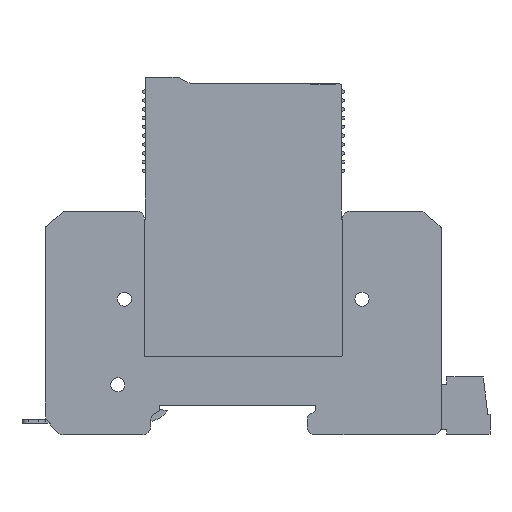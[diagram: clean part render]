
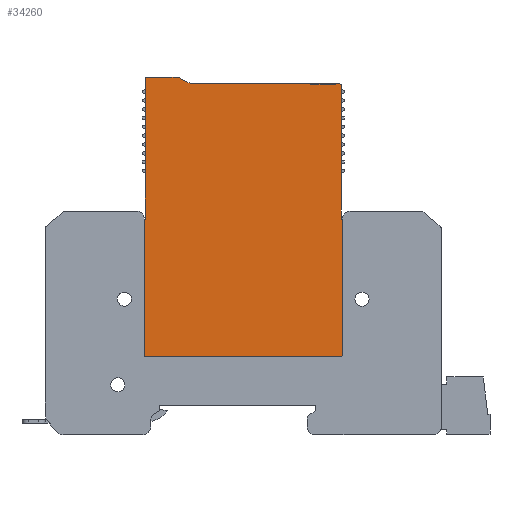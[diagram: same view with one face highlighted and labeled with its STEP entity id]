
A CAD part, front view. The second image highlights one B-rep face of the part: STEP entity #34260.
In plain terms, the highlighted planar face has unit normal (0, -1, 0).
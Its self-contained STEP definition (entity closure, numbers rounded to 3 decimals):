
#17650=CARTESIAN_POINT('',(-33.86,13.554,
43.596));
#17660=VERTEX_POINT('',#17650);
#17810=CARTESIAN_POINT('',(-33.86,13.554,
-13.317));
#17820=DIRECTION('',(0.,0.,-1.));
#17830=VECTOR('',#17820,1.);
#17840=LINE('',#17810,#17830);
#17850=CARTESIAN_POINT('',(-33.86,13.554,
12.596));
#17860=VERTEX_POINT('',#17850);
#17870=EDGE_CURVE('',#17660,#17860,#17840,.T.);
#18050=CARTESIAN_POINT('',(-33.66,13.554,
12.596));
#18060=DIRECTION('',(0.,1.,0.));
#18070=DIRECTION('',(-1.,0.,0.));
#18080=AXIS2_PLACEMENT_3D('',#18050,#18060,#18070);
#18090=CIRCLE('',#18080,0.2);
#18100=CARTESIAN_POINT('',(-33.66,13.554,
12.396));
#18110=VERTEX_POINT('',#18100);
#18120=EDGE_CURVE('',#18110,#17860,#18090,.T.);
#18300=CARTESIAN_POINT('',(160.548,13.554,
12.396));
#18310=DIRECTION('',(1.,0.,0.));
#18320=VECTOR('',#18310,1.);
#18330=LINE('',#18300,#18320);
#18340=CARTESIAN_POINT('',(10.94,13.554,
12.396));
#18350=VERTEX_POINT('',#18340);
#18360=EDGE_CURVE('',#18110,#18350,#18330,.T.);
#18540=CARTESIAN_POINT('',(10.94,13.554,
12.596));
#18550=DIRECTION('',(0.,1.,0.));
#18560=DIRECTION('',(-1.,0.,0.));
#18570=AXIS2_PLACEMENT_3D('',#18540,#18550,#18560);
#18580=CIRCLE('',#18570,0.2);
#18590=CARTESIAN_POINT('',(11.14,13.554,
12.596));
#18600=VERTEX_POINT('',#18590);
#18610=EDGE_CURVE('',#18600,#18350,#18580,.T.);
#18790=CARTESIAN_POINT('',(11.14,13.554,
-13.317));
#18800=DIRECTION('',(0.,0.,1.));
#18810=VECTOR('',#18800,1.);
#18820=LINE('',#18790,#18810);
#18830=CARTESIAN_POINT('',(11.14,13.554,
43.596));
#18840=VERTEX_POINT('',#18830);
#18850=EDGE_CURVE('',#18600,#18840,#18820,.T.);
#31760=CARTESIAN_POINT('',(-33.6,13.554,
43.596));
#31770=VERTEX_POINT('',#31760);
#31800=CARTESIAN_POINT('',(0.,13.554,43.596));
#31810=DIRECTION('',(1.,0.,0.));
#31820=VECTOR('',#31810,1.);
#31830=LINE('',#31800,#31820);
#31840=EDGE_CURVE('',#17660,#31770,#31830,.T.);
#32930=CARTESIAN_POINT('',(0.,13.554,43.596));
#32940=DIRECTION('',(1.,0.,0.));
#32950=VECTOR('',#32940,1.);
#32960=LINE('',#32930,#32950);
#32970=CARTESIAN_POINT('',(10.9,13.554,
43.596));
#32980=VERTEX_POINT('',#32970);
#32990=EDGE_CURVE('',#32980,#18840,#32960,.T.);
#33100=CARTESIAN_POINT('',(-11.14,13.554,
36.896));
#33110=DIRECTION('',(0.,1.,-0.));
#33120=DIRECTION('',(-1.,0.,0.));
#33130=AXIS2_PLACEMENT_3D('',#33100,#33110,#33120);
#33140=PLANE('',#33130);
#33150=ORIENTED_EDGE('',*,*,#18120,.F.);
#33160=ORIENTED_EDGE('',*,*,#17870,.T.);
#33170=ORIENTED_EDGE('',*,*,#31840,.F.);
#33180=CARTESIAN_POINT('',(-33.6,13.554,0.));
#33190=DIRECTION('',(0.,0.,1.));
#33200=VECTOR('',#33190,1.);
#33210=LINE('',#33180,#33200);
#33220=CARTESIAN_POINT('',(-33.6,13.554,
75.496));
#33230=VERTEX_POINT('',#33220);
#33240=EDGE_CURVE('',#31770,#33230,#33210,.T.);
#33250=ORIENTED_EDGE('',*,*,#33240,.F.);
#33260=CARTESIAN_POINT('',(-33.3,13.554,
75.496));
#33270=DIRECTION('',(0.,1.,0.));
#33280=DIRECTION('',(1.,0.,0.));
#33290=AXIS2_PLACEMENT_3D('',#33260,#33270,#33280);
#33300=CIRCLE('',#33290,0.3);
#33310=CARTESIAN_POINT('',(-33.3,13.554,
75.796));
#33320=VERTEX_POINT('',#33310);
#33330=EDGE_CURVE('',#33230,#33320,#33300,.T.);
#33340=ORIENTED_EDGE('',*,*,#33330,.F.);
#33350=CARTESIAN_POINT('',(0.,13.554,
75.796));
#33360=DIRECTION('',(1.,0.,0.));
#33370=VECTOR('',#33360,1.);
#33380=LINE('',#33350,#33370);
#33390=CARTESIAN_POINT('',(-26.4,13.554,
75.796));
#33400=VERTEX_POINT('',#33390);
#33410=EDGE_CURVE('',#33320,#33400,#33380,.T.);
#33420=ORIENTED_EDGE('',*,*,#33410,.F.);
#33430=CARTESIAN_POINT('',(-26.4,13.554,
74.746));
#33440=DIRECTION('',(0.,1.,0.));
#33450=DIRECTION('',(-1.,0.,0.));
#33460=AXIS2_PLACEMENT_3D('',#33430,#33440,#33450);
#33470=CIRCLE('',#33460,1.05);
#33480=CARTESIAN_POINT('',(-25.923,13.554,
75.682));
#33490=VERTEX_POINT('',#33480);
#33500=EDGE_CURVE('',#33400,#33490,#33470,.T.);
#33510=ORIENTED_EDGE('',*,*,#33500,.F.);
#33520=CARTESIAN_POINT('',(0.,13.554,
62.484));
#33530=DIRECTION('',(0.891,0.,-0.454));
#33540=VECTOR('',#33530,1.);
#33550=LINE('',#33520,#33540);
#33560=CARTESIAN_POINT('',(-23.426,13.554,
74.411));
#33570=VERTEX_POINT('',#33560);
#33580=EDGE_CURVE('',#33490,#33570,#33550,.T.);
#33590=ORIENTED_EDGE('',*,*,#33580,.F.);
#33600=CARTESIAN_POINT('',(-22.95,13.554,
75.346));
#33610=DIRECTION('',(0.,1.,0.));
#33620=DIRECTION('',(-1.,0.,0.));
#33630=AXIS2_PLACEMENT_3D('',#33600,#33610,#33620);
#33640=CIRCLE('',#33630,1.05);
#33650=CARTESIAN_POINT('',(-22.95,13.554,
74.296));
#33660=VERTEX_POINT('',#33650);
#33670=EDGE_CURVE('',#33660,#33570,#33640,.T.);
#33680=ORIENTED_EDGE('',*,*,#33670,.T.);
#33690=CARTESIAN_POINT('',(0.,13.554,
74.296));
#33700=DIRECTION('',(1.,0.,0.));
#33710=VECTOR('',#33700,1.);
#33720=LINE('',#33690,#33710);
#33730=CARTESIAN_POINT('',(4.,13.554,
74.296));
#33740=VERTEX_POINT('',#33730);
#33750=EDGE_CURVE('',#33660,#33740,#33720,.T.);
#33760=ORIENTED_EDGE('',*,*,#33750,.F.);
#33770=CARTESIAN_POINT('',(4.,13.554,
-13.317));
#33780=DIRECTION('',(0.,0.,-1.));
#33790=VECTOR('',#33780,1.);
#33800=LINE('',#33770,#33790);
#33810=CARTESIAN_POINT('',(4.,13.554,
74.196));
#33820=VERTEX_POINT('',#33810);
#33830=EDGE_CURVE('',#33740,#33820,#33800,.T.);
#33840=ORIENTED_EDGE('',*,*,#33830,.F.);
#33850=CARTESIAN_POINT('',(160.548,13.554,
74.196));
#33860=DIRECTION('',(1.,0.,0.));
#33870=VECTOR('',#33860,1.);
#33880=LINE('',#33850,#33870);
#33890=CARTESIAN_POINT('',(9.6,13.554,
74.196));
#33900=VERTEX_POINT('',#33890);
#33910=EDGE_CURVE('',#33820,#33900,#33880,.T.);
#33920=ORIENTED_EDGE('',*,*,#33910,.F.);
#33930=CARTESIAN_POINT('',(9.6,13.554,
-13.317));
#33940=DIRECTION('',(0.,0.,1.));
#33950=VECTOR('',#33940,1.);
#33960=LINE('',#33930,#33950);
#33970=CARTESIAN_POINT('',(9.6,13.554,
74.296));
#33980=VERTEX_POINT('',#33970);
#33990=EDGE_CURVE('',#33900,#33980,#33960,.T.);
#34000=ORIENTED_EDGE('',*,*,#33990,.F.);
#34010=CARTESIAN_POINT('',(10.6,13.554,
74.296));
#34020=VERTEX_POINT('',#34010);
#34030=EDGE_CURVE('',#33980,#34020,#33720,.T.);
#34040=ORIENTED_EDGE('',*,*,#34030,.F.);
#34050=CARTESIAN_POINT('',(10.6,13.554,
73.996));
#34060=DIRECTION('',(0.,1.,0.));
#34070=DIRECTION('',(1.,0.,0.));
#34080=AXIS2_PLACEMENT_3D('',#34050,#34060,#34070);
#34090=CIRCLE('',#34080,0.3);
#34100=CARTESIAN_POINT('',(10.9,13.554,
73.996));
#34110=VERTEX_POINT('',#34100);
#34120=EDGE_CURVE('',#34020,#34110,#34090,.T.);
#34130=ORIENTED_EDGE('',*,*,#34120,.F.);
#34140=CARTESIAN_POINT('',(10.9,13.554,0.));
#34150=DIRECTION('',(0.,0.,-1.));
#34160=VECTOR('',#34150,1.);
#34170=LINE('',#34140,#34160);
#34180=EDGE_CURVE('',#34110,#32980,#34170,.T.);
#34190=ORIENTED_EDGE('',*,*,#34180,.F.);
#34200=ORIENTED_EDGE('',*,*,#32990,.F.);
#34210=ORIENTED_EDGE('',*,*,#18850,.T.);
#34220=ORIENTED_EDGE('',*,*,#18610,.F.);
#34230=ORIENTED_EDGE('',*,*,#18360,.T.);
#34240=EDGE_LOOP('',(#34230,#34220,#34210,#34200,#34190,#34130,#34040,
#34000,#33920,#33840,#33760,#33680,#33590,#33510,#33420,#33340,#33250,
#33170,#33160,#33150));
#34250=FACE_OUTER_BOUND('',#34240,.T.);
#34260=ADVANCED_FACE('',(#34250),#33140,.F.);
